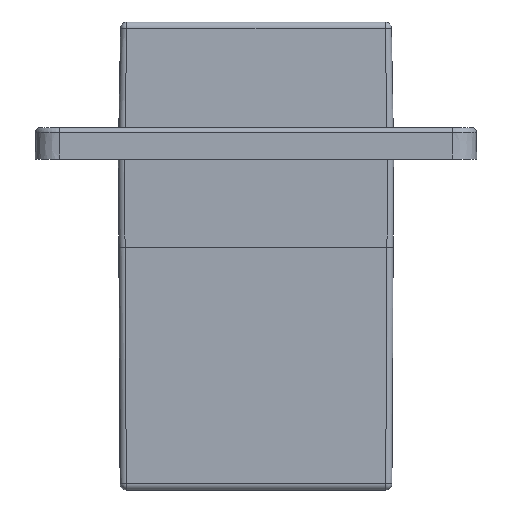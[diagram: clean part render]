
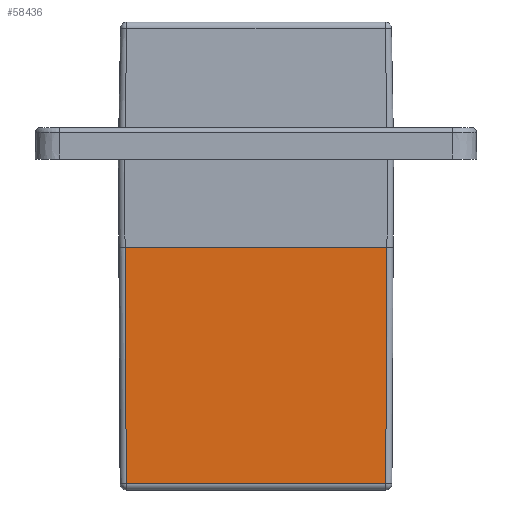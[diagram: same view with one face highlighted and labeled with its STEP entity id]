
A CAD part, left-side view. The second image highlights one B-rep face of the part: STEP entity #58436.
In plain terms, the highlighted face is planar.
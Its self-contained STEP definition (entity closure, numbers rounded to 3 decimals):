
#50 = PLANE ( 'NONE',  #66510 ) ;
#1185 = FACE_OUTER_BOUND ( 'NONE', #5619, .T. ) ;
#2865 = DIRECTION ( 'NONE',  ( -0.005, -0.005, 1. ) ) ;
#2993 = CARTESIAN_POINT ( 'NONE',  ( 8.001, 11.049, 0.019 ) ) ;
#3769 = CARTESIAN_POINT ( 'NONE',  ( 7.901, 10.449, 19.086 ) ) ;
#5619 = EDGE_LOOP ( 'NONE', ( #55572, #23016, #23377, #61372 ) ) ;
#7945 = EDGE_CURVE ( 'NONE', #29817, #65547, #58092, .T. ) ;
#8023 = CARTESIAN_POINT ( 'NONE',  ( 8.001, 10.549, 0.016 ) ) ;
#9235 = LINE ( 'NONE', #8023, #56538 ) ;
#14099 = VECTOR ( 'NONE', #36876, 1000. ) ;
#14251 = LINE ( 'NONE', #62582, #53234 ) ;
#19340 = EDGE_CURVE ( 'NONE', #42248, #65547, #20758, .T. ) ;
#20758 = LINE ( 'NONE', #50154, #26535 ) ;
#21668 = CARTESIAN_POINT ( 'NONE',  ( 8.001, 10.549, 0.019 ) ) ;
#22685 = VERTEX_POINT ( 'NONE', #3769 ) ;
#23016 = ORIENTED_EDGE ( 'NONE', *, *, #19340, .T. ) ;
#23377 = ORIENTED_EDGE ( 'NONE', *, *, #7945, .F. ) ;
#26535 = VECTOR ( 'NONE', #65223, 1000. ) ;
#29817 = VERTEX_POINT ( 'NONE', #21668 ) ;
#31687 = DIRECTION ( 'NONE',  ( 1., 0., 0.005 ) ) ;
#32139 = EDGE_CURVE ( 'NONE', #22685, #42248, #14251, .T. ) ;
#33424 = CARTESIAN_POINT ( 'NONE',  ( 8.001, -10.549, 0.019 ) ) ;
#36419 = DIRECTION ( 'NONE',  ( 0., -1., 0. ) ) ;
#36876 = DIRECTION ( 'NONE',  ( 0., -1., 0. ) ) ;
#42248 = VERTEX_POINT ( 'NONE', #51649 ) ;
#47866 = DIRECTION ( 'NONE',  ( 0.005, 0., -1. ) ) ;
#50154 = CARTESIAN_POINT ( 'NONE',  ( 8., -10.548, 0.132 ) ) ;
#51649 = CARTESIAN_POINT ( 'NONE',  ( 7.901, -10.449, 19.086 ) ) ;
#53234 = VECTOR ( 'NONE', #36419, 1000. ) ;
#53772 = EDGE_CURVE ( 'NONE', #29817, #22685, #9235, .T. ) ;
#55572 = ORIENTED_EDGE ( 'NONE', *, *, #32139, .T. ) ;
#56538 = VECTOR ( 'NONE', #2865, 1000. ) ;
#58092 = LINE ( 'NONE', #2993, #14099 ) ;
#58436 = ADVANCED_FACE ( 'NONE', ( #1185 ), #50, .T. ) ;
#61372 = ORIENTED_EDGE ( 'NONE', *, *, #53772, .T. ) ;
#62582 = CARTESIAN_POINT ( 'NONE',  ( 7.901, 11.049, 19.086 ) ) ;
#63391 = CARTESIAN_POINT ( 'NONE',  ( 8.001, 11.049, 0.019 ) ) ;
#65223 = DIRECTION ( 'NONE',  ( 0.005, -0.005, -1. ) ) ;
#65547 = VERTEX_POINT ( 'NONE', #33424 ) ;
#66510 = AXIS2_PLACEMENT_3D ( 'NONE', #63391, #31687, #47866 ) ;
